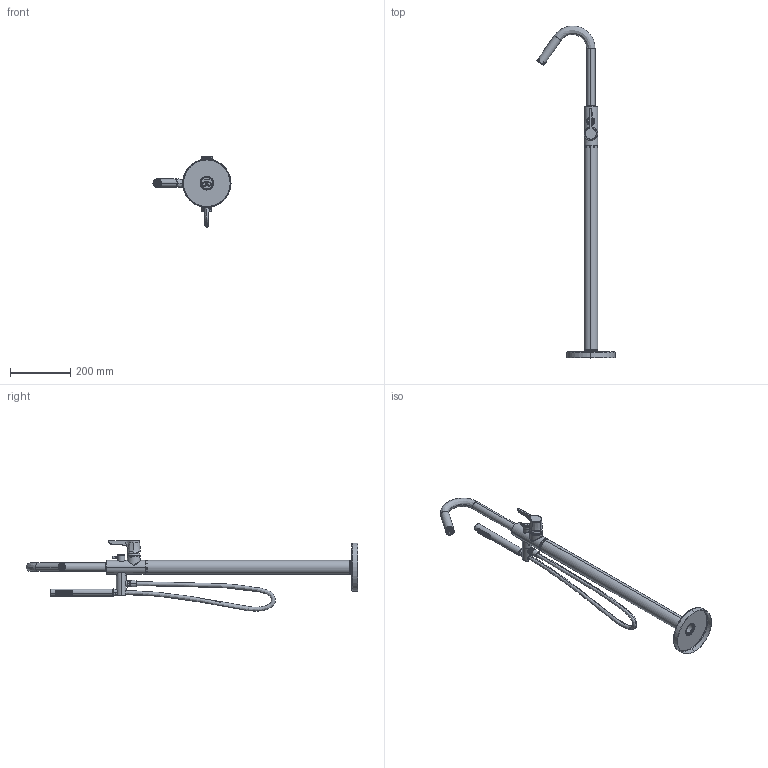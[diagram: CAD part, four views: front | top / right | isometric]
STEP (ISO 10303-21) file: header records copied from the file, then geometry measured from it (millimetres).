
FILE_DESCRIPTION (( 'STEP AP203' ), '1' );
FILE_NAME ('91CP06308.STEP', '2023-10-24T08:34:38', ( '' ), ( '' ), 'SwSTEP 2.0', 'SolidWorks 2021', '' );
FILE_SCHEMA (( 'CONFIG_CONTROL_DESIGN' ));
Length unit declared in the file: millimetre
Products named in the file (1): 91CP06308
Bounding box: 257.97 x 1097.6 x 232.59 mm (x, y, z)
Volume: 670481.3 mm3; surface area: 479266.1 mm2
Topology: 18 solids, 18 shells, 1156 faces, 2823 edges, 1848 vertices
Faces by surface type: cylinder 479, plane 327, cone 240, bspline 87, torus 15, sphere 8
Entity records: 69832 total; most frequent: CARTESIAN_POINT 44131, ORIENTED_EDGE 5606, DIRECTION 4894, EDGE_CURVE 2803, AXIS2_PLACEMENT_3D 1876, VERTEX_POINT 1842, EDGE_LOOP 1385, FACE_OUTER_BOUND 1156
